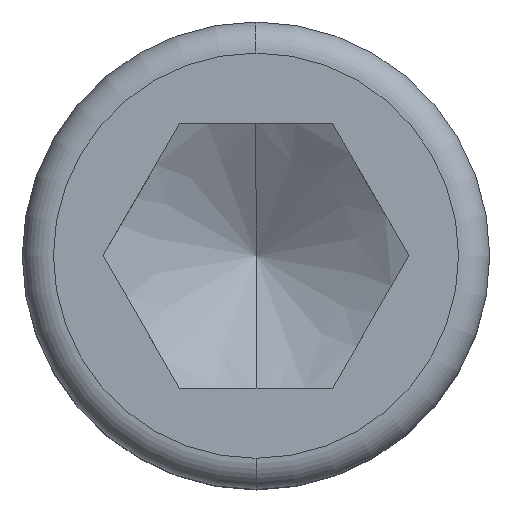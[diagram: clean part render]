
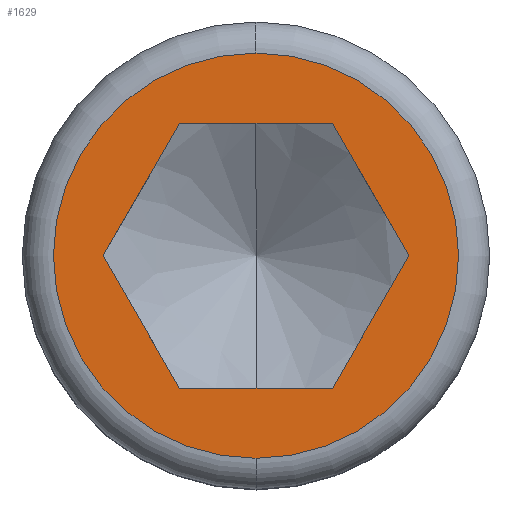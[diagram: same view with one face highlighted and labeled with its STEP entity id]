
A CAD part, top view. The second image highlights one B-rep face of the part: STEP entity #1629.
In plain terms, the highlighted planar face has unit normal (0, 0, 1).
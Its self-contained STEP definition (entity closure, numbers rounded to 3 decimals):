
#1025=VERTEX_POINT('',#2984);
#1629=ADVANCED_FACE('',(#3672,#3673),#3674,.T.);
#1781=EDGE_CURVE('',#1025,#2893,#3846,.T.);
#1837=EDGE_CURVE('',#2181,#2067,#3907,.T.);
#2047=EDGE_CURVE('',#2067,#2741,#4147,.T.);
#2067=VERTEX_POINT('',#4169);
#2097=EDGE_CURVE('',#2399,#2181,#4201,.T.);
#2181=VERTEX_POINT('',#4297);
#2355=EDGE_CURVE('',#2647,#2399,#4505,.T.);
#2399=VERTEX_POINT('',#4554);
#2539=EDGE_CURVE('',#2791,#2647,#4715,.T.);
#2647=VERTEX_POINT('',#4843);
#2707=EDGE_CURVE('',#2741,#2791,#4914,.T.);
#2741=VERTEX_POINT('',#4952);
#2791=VERTEX_POINT('',#5006);
#2873=EDGE_CURVE('',#2893,#1025,#5098,.T.);
#2893=VERTEX_POINT('',#5119);
#2984=CARTESIAN_POINT('',(0.,-13.0,20.));
#3672=FACE_BOUND('',#6181,.T.);
#3673=FACE_OUTER_BOUND('',#6182,.T.);
#3674=PLANE('',#6183);
#3846=CIRCLE('',#6426,13.0);
#3907=LINE('',#6515,#6516);
#4147=LINE('',#6874,#6875);
#4169=CARTESIAN_POINT('',(-4.909,8.502,20.));
#4201=LINE('',#6966,#6967);
#4297=CARTESIAN_POINT('',(-9.818,0.0,20.));
#4505=LINE('',#7374,#7375);
#4554=CARTESIAN_POINT('',(-4.909,-8.502,20.));
#4715=LINE('',#7677,#7678);
#4843=CARTESIAN_POINT('',(4.909,-8.502,20.));
#4914=LINE('',#7948,#7949);
#4952=CARTESIAN_POINT('',(4.909,8.502,20.));
#5006=CARTESIAN_POINT('',(9.818,0.,20.));
#5098=CIRCLE('',#8219,13.0);
#5119=CARTESIAN_POINT('',(0.,13.0,20.));
#6181=EDGE_LOOP('',(#9192,#9193,#9194,#9195,#9196,#9197));
#6182=EDGE_LOOP('',(#9198,#9199));
#6183=AXIS2_PLACEMENT_3D('',#9200,#9201,#9202);
#6426=AXIS2_PLACEMENT_3D('',#9398,#9399,#9400);
#6515=CARTESIAN_POINT('',(-6.136,6.377,20.));
#6516=VECTOR('',#9458,1.0);
#6874=CARTESIAN_POINT('',(2.454,8.502,20.));
#6875=VECTOR('',#9741,1.0);
#6966=CARTESIAN_POINT('',(-8.59,-2.126,20.));
#6967=VECTOR('',#9861,1.0);
#7374=CARTESIAN_POINT('',(-2.454,-8.502,20.));
#7375=VECTOR('',#10273,1.0);
#7677=CARTESIAN_POINT('',(6.136,-6.377,20.));
#7678=VECTOR('',#10515,1.0);
#7948=CARTESIAN_POINT('',(8.59,2.126,20.));
#7949=VECTOR('',#10789,1.0);
#8219=AXIS2_PLACEMENT_3D('',#10978,#10979,#10980);
#9192=ORIENTED_EDGE('',*,*,#2097,.T.);
#9193=ORIENTED_EDGE('',*,*,#1837,.T.);
#9194=ORIENTED_EDGE('',*,*,#2047,.T.);
#9195=ORIENTED_EDGE('',*,*,#2707,.T.);
#9196=ORIENTED_EDGE('',*,*,#2539,.T.);
#9197=ORIENTED_EDGE('',*,*,#2355,.T.);
#9198=ORIENTED_EDGE('',*,*,#1781,.T.);
#9199=ORIENTED_EDGE('',*,*,#2873,.T.);
#9200=CARTESIAN_POINT('',(0.,-12.409,20.));
#9201=DIRECTION('',(0.0,0.0,1.0));
#9202=DIRECTION('',(0.,-1.0,0.0));
#9398=CARTESIAN_POINT('',(0.,0.,20.));
#9399=DIRECTION('',(0.0,0.0,1.0));
#9400=DIRECTION('',(-1.0,0.0,0.0));
#9458=DIRECTION('',(0.5,0.866,0.0));
#9741=DIRECTION('',(1.0,0.0,0.0));
#9861=DIRECTION('',(-0.5,0.866,0.0));
#10273=DIRECTION('',(-1.0,0.0,0.0));
#10515=DIRECTION('',(-0.5,-0.866,0.0));
#10789=DIRECTION('',(0.5,-0.866,0.0));
#10978=CARTESIAN_POINT('',(0.,0.,20.));
#10979=DIRECTION('',(0.0,0.0,1.0));
#10980=DIRECTION('',(-1.0,0.0,0.0));
